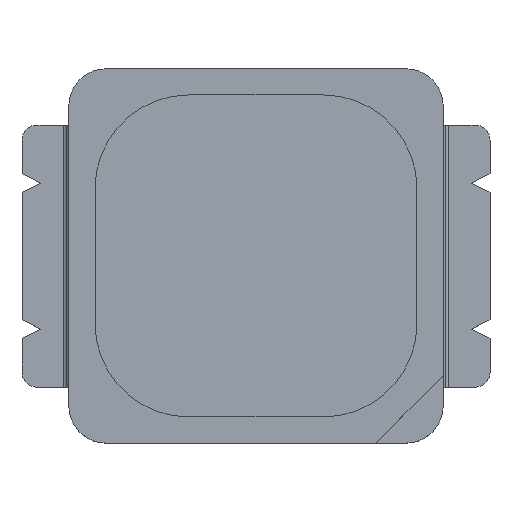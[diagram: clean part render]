
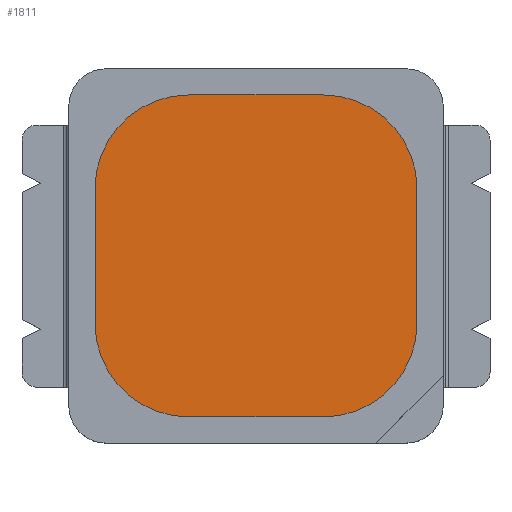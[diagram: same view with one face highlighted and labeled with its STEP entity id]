
A CAD part, top view. The second image highlights one B-rep face of the part: STEP entity #1811.
In plain terms, the highlighted planar face has unit normal (0, 0, 1).
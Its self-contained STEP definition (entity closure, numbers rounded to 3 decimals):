
#59=CIRCLE('',#1927,1.25);
#60=CIRCLE('',#1930,1.25);
#61=CIRCLE('',#1933,1.25);
#62=CIRCLE('',#1936,1.25);
#123=FACE_OUTER_BOUND('',#223,.T.);
#223=EDGE_LOOP('',(#1248,#1249,#1250,#1251,#1252,#1253,#1254,#1255));
#330=LINE('',#2666,#542);
#333=LINE('',#2674,#545);
#336=LINE('',#2682,#548);
#338=LINE('',#2688,#550);
#542=VECTOR('',#2125,10.);
#545=VECTOR('',#2134,10.);
#548=VECTOR('',#2143,10.);
#550=VECTOR('',#2151,10.);
#756=VERTEX_POINT('',#2658);
#757=VERTEX_POINT('',#2659);
#758=VERTEX_POINT('',#2664);
#759=VERTEX_POINT('',#2668);
#760=VERTEX_POINT('',#2669);
#761=VERTEX_POINT('',#2676);
#762=VERTEX_POINT('',#2680);
#763=VERTEX_POINT('',#2684);
#939=EDGE_CURVE('',#756,#757,#59,.T.);
#943=EDGE_CURVE('',#758,#757,#330,.T.);
#944=EDGE_CURVE('',#759,#760,#60,.T.);
#947=EDGE_CURVE('',#756,#760,#333,.T.);
#948=EDGE_CURVE('',#758,#761,#61,.T.);
#951=EDGE_CURVE('',#762,#761,#336,.T.);
#952=EDGE_CURVE('',#762,#763,#62,.T.);
#954=EDGE_CURVE('',#759,#763,#338,.T.);
#1248=ORIENTED_EDGE('',*,*,#939,.T.);
#1249=ORIENTED_EDGE('',*,*,#943,.F.);
#1250=ORIENTED_EDGE('',*,*,#948,.T.);
#1251=ORIENTED_EDGE('',*,*,#951,.F.);
#1252=ORIENTED_EDGE('',*,*,#952,.T.);
#1253=ORIENTED_EDGE('',*,*,#954,.F.);
#1254=ORIENTED_EDGE('',*,*,#944,.T.);
#1255=ORIENTED_EDGE('',*,*,#947,.F.);
#1738=PLANE('',#1938);
#1811=ADVANCED_FACE('',(#123),#1738,.F.);
#1927=AXIS2_PLACEMENT_3D('',#2660,#2118,#2119);
#1930=AXIS2_PLACEMENT_3D('',#2670,#2128,#2129);
#1933=AXIS2_PLACEMENT_3D('',#2677,#2137,#2138);
#1936=AXIS2_PLACEMENT_3D('',#2685,#2146,#2147);
#1938=AXIS2_PLACEMENT_3D('',#2689,#2152,#2153);
#2118=DIRECTION('center_axis',(0.,0.,1.));
#2119=DIRECTION('ref_axis',(0.707,-0.707,0.));
#2125=DIRECTION('',(0.,-1.,0.));
#2128=DIRECTION('center_axis',(0.,0.,1.));
#2129=DIRECTION('ref_axis',(-0.707,-0.707,0.));
#2134=DIRECTION('',(-1.,0.,0.));
#2137=DIRECTION('center_axis',(0.,0.,1.));
#2138=DIRECTION('ref_axis',(0.707,0.707,0.));
#2143=DIRECTION('',(1.,0.,0.));
#2146=DIRECTION('center_axis',(0.,0.,1.));
#2147=DIRECTION('ref_axis',(-0.707,0.707,0.));
#2151=DIRECTION('',(0.,1.,0.));
#2152=DIRECTION('center_axis',(0.,0.,-1.));
#2153=DIRECTION('ref_axis',(-1.,0.,0.));
#2658=CARTESIAN_POINT('',(3.4,0.35,0.76));
#2659=CARTESIAN_POINT('',(4.65,1.6,0.76));
#2660=CARTESIAN_POINT('Origin',(3.4,1.6,0.76));
#2664=CARTESIAN_POINT('',(4.65,3.4,0.76));
#2666=CARTESIAN_POINT('',(4.65,0.35,0.76));
#2668=CARTESIAN_POINT('',(0.35,1.6,0.76));
#2669=CARTESIAN_POINT('',(1.6,0.35,0.76));
#2670=CARTESIAN_POINT('Origin',(1.6,1.6,0.76));
#2674=CARTESIAN_POINT('',(0.35,0.35,0.76));
#2676=CARTESIAN_POINT('',(3.4,4.65,0.76));
#2677=CARTESIAN_POINT('Origin',(3.4,3.4,0.76));
#2680=CARTESIAN_POINT('',(1.6,4.65,0.76));
#2682=CARTESIAN_POINT('',(4.65,4.65,0.76));
#2684=CARTESIAN_POINT('',(0.35,3.4,0.76));
#2685=CARTESIAN_POINT('Origin',(1.6,3.4,0.76));
#2688=CARTESIAN_POINT('',(0.35,4.5,0.76));
#2689=CARTESIAN_POINT('Origin',(2.5,2.5,0.76));
